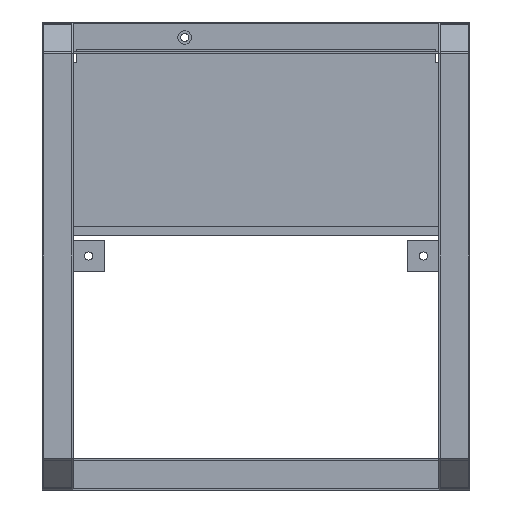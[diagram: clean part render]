
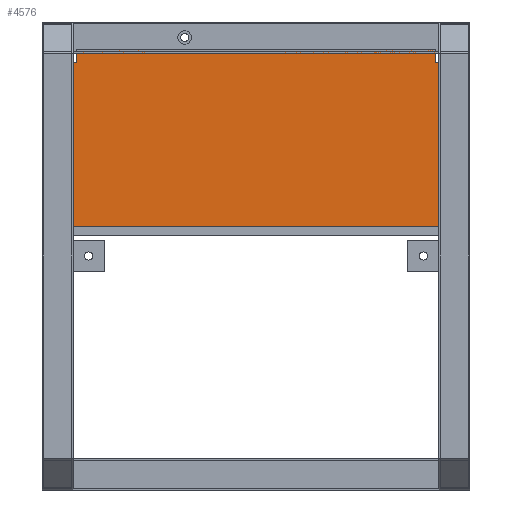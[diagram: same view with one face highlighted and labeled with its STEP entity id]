
A CAD part, front view. The second image highlights one B-rep face of the part: STEP entity #4576.
In plain terms, the highlighted planar face has unit normal (0, -1, 0).
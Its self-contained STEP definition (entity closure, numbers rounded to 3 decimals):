
#18 = CARTESIAN_POINT ( 'NONE',  ( 340., 50., 33.75 ) ) ;
#84 = EDGE_CURVE ( 'NONE', #3344, #5199, #2338, .T. ) ;
#165 = ORIENTED_EDGE ( 'NONE', *, *, #84, .T. ) ;
#238 = DIRECTION ( 'NONE',  ( -1., 0., 0. ) ) ;
#329 = VECTOR ( 'NONE', #4881, 1000. ) ;
#358 = EDGE_CURVE ( 'NONE', #2382, #4596, #584, .T. ) ;
#373 = CARTESIAN_POINT ( 'NONE',  ( 340., 50., 33.75 ) ) ;
#500 = VERTEX_POINT ( 'NONE', #2856 ) ;
#584 = LINE ( 'NONE', #2287, #5227 ) ;
#595 = EDGE_CURVE ( 'NONE', #4254, #2382, #4302, .T. ) ;
#709 = ORIENTED_EDGE ( 'NONE', *, *, #595, .T. ) ;
#728 = FACE_OUTER_BOUND ( 'NONE', #4714, .T. ) ;
#937 = LINE ( 'NONE', #1791, #4240 ) ;
#1003 = VECTOR ( 'NONE', #1133, 1000. ) ;
#1009 = AXIS2_PLACEMENT_3D ( 'NONE', #18, #4079, #4002 ) ;
#1133 = DIRECTION ( 'NONE',  ( 0., 0., -1. ) ) ;
#1263 = ORIENTED_EDGE ( 'NONE', *, *, #2400, .F. ) ;
#1651 = CARTESIAN_POINT ( 'NONE',  ( 290., 50., 332.25 ) ) ;
#1714 = VECTOR ( 'NONE', #238, 1000. ) ;
#1791 = CARTESIAN_POINT ( 'NONE',  ( 290., 50., 33.75 ) ) ;
#1969 = EDGE_CURVE ( 'NONE', #5199, #4905, #937, .T. ) ;
#2207 = EDGE_CURVE ( 'NONE', #4596, #3864, #4284, .T. ) ;
#2279 = LINE ( 'NONE', #373, #329 ) ;
#2287 = CARTESIAN_POINT ( 'NONE',  ( 340., 50., 312.25 ) ) ;
#2338 = LINE ( 'NONE', #2467, #1714 ) ;
#2382 = VERTEX_POINT ( 'NONE', #4821 ) ;
#2400 = EDGE_CURVE ( 'NONE', #3344, #500, #3237, .T. ) ;
#2467 = CARTESIAN_POINT ( 'NONE',  ( 340., 50., 312.25 ) ) ;
#2708 = VECTOR ( 'NONE', #3841, 1000. ) ;
#2736 = CARTESIAN_POINT ( 'NONE',  ( -340., 50., 33.75 ) ) ;
#2746 = CARTESIAN_POINT ( 'NONE',  ( 290., 50., 312.25 ) ) ;
#2762 = ORIENTED_EDGE ( 'NONE', *, *, #2207, .T. ) ;
#2856 = CARTESIAN_POINT ( 'NONE',  ( 340., 50., 33.75 ) ) ;
#2877 = ORIENTED_EDGE ( 'NONE', *, *, #4315, .T. ) ;
#2917 = CARTESIAN_POINT ( 'NONE',  ( -290., 50., 33.75 ) ) ;
#2929 = CARTESIAN_POINT ( 'NONE',  ( 340., 50., 332.25 ) ) ;
#3147 = PLANE ( 'NONE',  #1009 ) ;
#3183 = CARTESIAN_POINT ( 'NONE',  ( 340., 50., 312.25 ) ) ;
#3237 = LINE ( 'NONE', #3505, #5405 ) ;
#3344 = VERTEX_POINT ( 'NONE', #3183 ) ;
#3440 = CARTESIAN_POINT ( 'NONE',  ( -290., 50., 332.25 ) ) ;
#3498 = LINE ( 'NONE', #2929, #2708 ) ;
#3505 = CARTESIAN_POINT ( 'NONE',  ( 340., 50., 33.75 ) ) ;
#3569 = DIRECTION ( 'NONE',  ( 0., 0., 1. ) ) ;
#3601 = DIRECTION ( 'NONE',  ( -1., 0., 0. ) ) ;
#3605 = CARTESIAN_POINT ( 'NONE',  ( -340., 50., 312.25 ) ) ;
#3841 = DIRECTION ( 'NONE',  ( -1., 0., 0. ) ) ;
#3864 = VERTEX_POINT ( 'NONE', #5203 ) ;
#3868 = ORIENTED_EDGE ( 'NONE', *, *, #1969, .T. ) ;
#3870 = VECTOR ( 'NONE', #5002, 1000. ) ;
#4002 = DIRECTION ( 'NONE',  ( 0., 0., -1. ) ) ;
#4079 = DIRECTION ( 'NONE',  ( 0., 1., 0. ) ) ;
#4240 = VECTOR ( 'NONE', #3569, 1000. ) ;
#4254 = VERTEX_POINT ( 'NONE', #3440 ) ;
#4284 = LINE ( 'NONE', #2736, #3870 ) ;
#4302 = LINE ( 'NONE', #2917, #1003 ) ;
#4315 = EDGE_CURVE ( 'NONE', #4905, #4254, #3498, .T. ) ;
#4375 = EDGE_CURVE ( 'NONE', #500, #3864, #2279, .T. ) ;
#4413 = ORIENTED_EDGE ( 'NONE', *, *, #4375, .F. ) ;
#4576 = ADVANCED_FACE ( 'NONE', ( #728 ), #3147, .F. ) ;
#4596 = VERTEX_POINT ( 'NONE', #3605 ) ;
#4714 = EDGE_LOOP ( 'NONE', ( #709, #5706, #2762, #4413, #1263, #165, #3868, #2877 ) ) ;
#4821 = CARTESIAN_POINT ( 'NONE',  ( -290., 50., 312.25 ) ) ;
#4881 = DIRECTION ( 'NONE',  ( -1., 0., 0. ) ) ;
#4905 = VERTEX_POINT ( 'NONE', #1651 ) ;
#5002 = DIRECTION ( 'NONE',  ( 0., 0., -1. ) ) ;
#5199 = VERTEX_POINT ( 'NONE', #2746 ) ;
#5203 = CARTESIAN_POINT ( 'NONE',  ( -340., 50., 33.75 ) ) ;
#5227 = VECTOR ( 'NONE', #3601, 1000. ) ;
#5319 = DIRECTION ( 'NONE',  ( 0., 0., -1. ) ) ;
#5405 = VECTOR ( 'NONE', #5319, 1000. ) ;
#5706 = ORIENTED_EDGE ( 'NONE', *, *, #358, .T. ) ;
